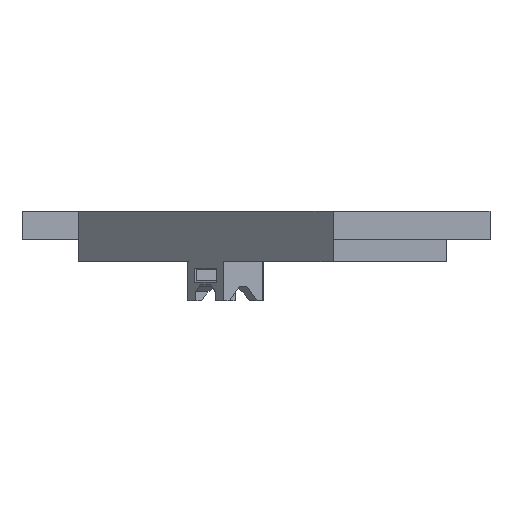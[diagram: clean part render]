
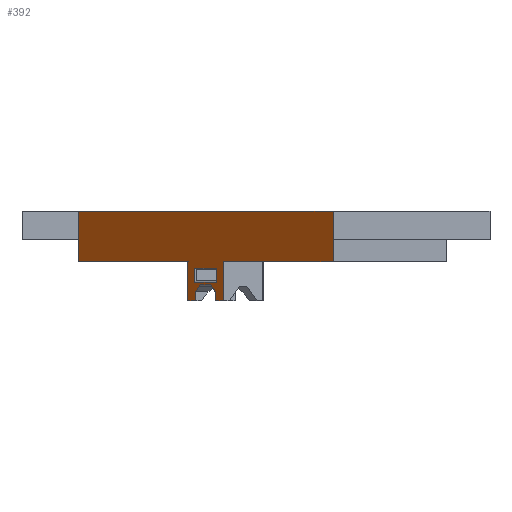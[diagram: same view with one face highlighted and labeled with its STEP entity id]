
A CAD part, front view. The second image highlights one B-rep face of the part: STEP entity #392.
In plain terms, the highlighted planar face has unit normal (-0.707, -0.707, 0).
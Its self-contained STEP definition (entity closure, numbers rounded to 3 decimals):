
#142=CARTESIAN_POINT('',(213.646,268.655,461.05));
#143=VERTEX_POINT('',#142);
#150=CARTESIAN_POINT('',(194.098,288.193,461.05));
#151=VERTEX_POINT('',#150);
#152=CARTESIAN_POINT('',(213.646,268.655,461.05));
#153=DIRECTION('',(-0.707,0.707,0.));
#154=VECTOR('',#153,27.638);
#155=LINE('',#152,#154);
#156=EDGE_CURVE('',#143,#151,#155,.T.);
#224=CARTESIAN_POINT('',(239.568,242.746,461.05));
#225=VERTEX_POINT('',#224);
#232=CARTESIAN_POINT('',(220.013,262.292,461.05));
#233=VERTEX_POINT('',#232);
#234=CARTESIAN_POINT('',(239.568,242.746,461.05));
#235=DIRECTION('',(-0.707,0.707,0.));
#236=VECTOR('',#235,27.649);
#237=LINE('',#234,#236);
#238=EDGE_CURVE('',#225,#233,#237,.T.);
#249=CARTESIAN_POINT('',(194.098,288.193,465.05));
#250=DIRECTION('',(-0.707,-0.707,-0.));
#251=DIRECTION('',(-0.707,0.707,0.));
#252=AXIS2_PLACEMENT_3D('',#249,#250,#251);
#253=PLANE('',#252);
#254=CARTESIAN_POINT('',(239.568,242.746,470.05));
#255=VERTEX_POINT('',#254);
#256=CARTESIAN_POINT('',(239.568,242.746,470.05));
#257=DIRECTION('',(-0.,0.,-1.));
#258=VECTOR('',#257,9.);
#259=LINE('',#256,#258);
#260=EDGE_CURVE('',#255,#225,#259,.T.);
#261=ORIENTED_EDGE('',*,*,#260,.F.);
#262=CARTESIAN_POINT('',(194.098,288.193,470.05));
#263=VERTEX_POINT('',#262);
#264=CARTESIAN_POINT('',(194.098,288.193,470.05));
#265=DIRECTION('',(0.707,-0.707,-0.));
#266=VECTOR('',#265,64.289);
#267=LINE('',#264,#266);
#268=EDGE_CURVE('',#263,#255,#267,.T.);
#269=ORIENTED_EDGE('',*,*,#268,.F.);
#270=CARTESIAN_POINT('',(194.098,288.193,465.05));
#271=VERTEX_POINT('',#270);
#272=CARTESIAN_POINT('',(194.098,288.193,470.05));
#273=DIRECTION('',(-0.,0.,-1.));
#274=VECTOR('',#273,5.);
#275=LINE('',#272,#274);
#276=EDGE_CURVE('',#263,#271,#275,.T.);
#277=ORIENTED_EDGE('',*,*,#276,.T.);
#278=CARTESIAN_POINT('',(194.098,288.193,465.05));
#279=DIRECTION('',(-0.,0.,-1.));
#280=VECTOR('',#279,4.);
#281=LINE('',#278,#280);
#282=EDGE_CURVE('',#271,#151,#281,.T.);
#283=ORIENTED_EDGE('',*,*,#282,.T.);
#284=ORIENTED_EDGE('',*,*,#156,.F.);
#285=CARTESIAN_POINT('',(213.646,268.655,454.05));
#286=VERTEX_POINT('',#285);
#287=CARTESIAN_POINT('',(213.646,268.655,454.05));
#288=DIRECTION('',(0.,0.,1.));
#289=VECTOR('',#288,7.);
#290=LINE('',#287,#289);
#291=EDGE_CURVE('',#286,#143,#290,.T.);
#292=ORIENTED_EDGE('',*,*,#291,.F.);
#293=CARTESIAN_POINT('',(215.061,267.241,454.05));
#294=VERTEX_POINT('',#293);
#295=CARTESIAN_POINT('',(213.646,268.655,454.05));
#296=DIRECTION('',(0.707,-0.707,0.));
#297=VECTOR('',#296,2.001);
#298=LINE('',#295,#297);
#299=EDGE_CURVE('',#286,#294,#298,.T.);
#300=ORIENTED_EDGE('',*,*,#299,.T.);
#301=CARTESIAN_POINT('',(215.061,267.241,455.657));
#302=VERTEX_POINT('',#301);
#303=CARTESIAN_POINT('',(215.061,267.241,455.657));
#304=DIRECTION('',(-0.,0.,-1.));
#305=VECTOR('',#304,1.607);
#306=LINE('',#303,#305);
#307=EDGE_CURVE('',#302,#294,#306,.T.);
#308=ORIENTED_EDGE('',*,*,#307,.F.);
#309=CARTESIAN_POINT('',(215.945,266.357,456.907));
#310=VERTEX_POINT('',#309);
#311=CARTESIAN_POINT('',(215.945,266.357,456.907));
#312=DIRECTION('',(-0.5,0.5,-0.707));
#313=VECTOR('',#312,1.768);
#314=LINE('',#311,#313);
#315=EDGE_CURVE('',#310,#302,#314,.T.);
#316=ORIENTED_EDGE('',*,*,#315,.F.);
#317=CARTESIAN_POINT('',(217.713,264.59,456.907));
#318=VERTEX_POINT('',#317);
#319=CARTESIAN_POINT('',(217.713,264.59,456.907));
#320=DIRECTION('',(-0.707,0.707,0.));
#321=VECTOR('',#320,2.5);
#322=LINE('',#319,#321);
#323=EDGE_CURVE('',#318,#310,#322,.T.);
#324=ORIENTED_EDGE('',*,*,#323,.F.);
#325=CARTESIAN_POINT('',(218.597,263.706,455.657));
#326=VERTEX_POINT('',#325);
#327=CARTESIAN_POINT('',(218.597,263.706,455.657));
#328=DIRECTION('',(-0.5,0.5,0.707));
#329=VECTOR('',#328,1.768);
#330=LINE('',#327,#329);
#331=EDGE_CURVE('',#326,#318,#330,.T.);
#332=ORIENTED_EDGE('',*,*,#331,.F.);
#333=CARTESIAN_POINT('',(218.597,263.706,454.05));
#334=VERTEX_POINT('',#333);
#335=CARTESIAN_POINT('',(218.597,263.706,454.05));
#336=DIRECTION('',(0.,-0.,1.));
#337=VECTOR('',#336,1.607);
#338=LINE('',#335,#337);
#339=EDGE_CURVE('',#334,#326,#338,.T.);
#340=ORIENTED_EDGE('',*,*,#339,.F.);
#341=CARTESIAN_POINT('',(220.013,262.292,454.05));
#342=VERTEX_POINT('',#341);
#343=CARTESIAN_POINT('',(218.597,263.706,454.05));
#344=DIRECTION('',(0.707,-0.707,0.));
#345=VECTOR('',#344,2.001);
#346=LINE('',#343,#345);
#347=EDGE_CURVE('',#334,#342,#346,.T.);
#348=ORIENTED_EDGE('',*,*,#347,.T.);
#349=CARTESIAN_POINT('',(220.013,262.292,454.05));
#350=DIRECTION('',(0.,0.,1.));
#351=VECTOR('',#350,7.);
#352=LINE('',#349,#351);
#353=EDGE_CURVE('',#342,#233,#352,.T.);
#354=ORIENTED_EDGE('',*,*,#353,.T.);
#355=ORIENTED_EDGE('',*,*,#238,.F.);
#356=EDGE_LOOP('',(#261,#269,#277,#283,#284,#292,#300,#308,#316,#324,#332,#340,#348,#354,#355));
#357=FACE_BOUND('',#356,.T.);
#358=CARTESIAN_POINT('',(218.775,263.529,459.907));
#359=VERTEX_POINT('',#358);
#360=CARTESIAN_POINT('',(214.884,267.418,459.907));
#361=VERTEX_POINT('',#360);
#362=CARTESIAN_POINT('',(218.775,263.529,459.907));
#363=DIRECTION('',(-0.707,0.707,0.));
#364=VECTOR('',#363,5.501);
#365=LINE('',#362,#364);
#366=EDGE_CURVE('',#359,#361,#365,.T.);
#367=ORIENTED_EDGE('',*,*,#366,.F.);
#368=CARTESIAN_POINT('',(218.775,263.529,457.407));
#369=VERTEX_POINT('',#368);
#370=CARTESIAN_POINT('',(218.775,263.529,457.407));
#371=DIRECTION('',(0.,0.,1.));
#372=VECTOR('',#371,2.5);
#373=LINE('',#370,#372);
#374=EDGE_CURVE('',#369,#359,#373,.T.);
#375=ORIENTED_EDGE('',*,*,#374,.F.);
#376=CARTESIAN_POINT('',(214.884,267.418,457.407));
#377=VERTEX_POINT('',#376);
#378=CARTESIAN_POINT('',(214.884,267.418,457.407));
#379=DIRECTION('',(0.707,-0.707,0.));
#380=VECTOR('',#379,5.501);
#381=LINE('',#378,#380);
#382=EDGE_CURVE('',#377,#369,#381,.T.);
#383=ORIENTED_EDGE('',*,*,#382,.F.);
#384=CARTESIAN_POINT('',(214.884,267.418,459.907));
#385=DIRECTION('',(0.,0.,-1.));
#386=VECTOR('',#385,2.5);
#387=LINE('',#384,#386);
#388=EDGE_CURVE('',#361,#377,#387,.T.);
#389=ORIENTED_EDGE('',*,*,#388,.F.);
#390=EDGE_LOOP('',(#367,#375,#383,#389));
#391=FACE_BOUND('',#390,.T.);
#392=ADVANCED_FACE('',(#357,#391),#253,.T.);
